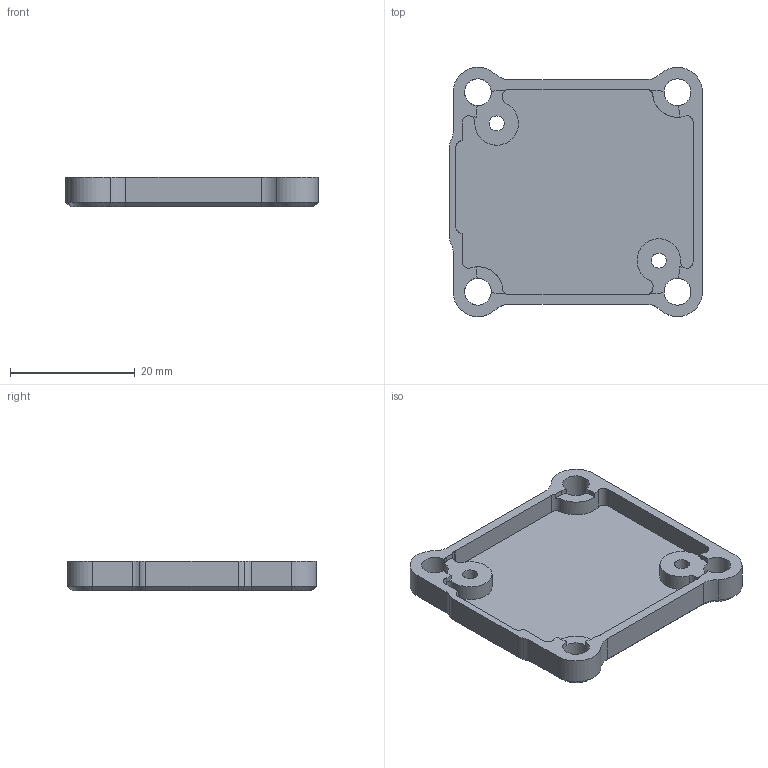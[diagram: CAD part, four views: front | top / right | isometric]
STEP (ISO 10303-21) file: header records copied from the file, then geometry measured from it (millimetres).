
FILE_DESCRIPTION(/* description */ ('STEP AP242','CAx-IF Rec.Pracs.---Representation and Presentation of Product Manufacturing Information (PMI)---4.0---2014-10-13','CAx-IF Rec.Pracs.---3D Tessellated Geometry---0.4---2014-09-14','2;1'),/* implementation_level */ '2;1');
FILE_NAME(/* name */ '6716b47f764a530376bfd54b',/* time_stamp */ '2024-10-21T20:07:27Z',/* author */ (''),/* organization */ (''),/* preprocessor_version */ 'ST-DEVELOPER v20',/* originating_system */ ' ',/* authorisation */ ' ');
FILE_SCHEMA (('AP242_MANAGED_MODEL_BASED_3D_ENGINEERING_MIM_LF { 1 0 10303 442 1 1 4 }'));
Length unit declared in the file: metre
Products named in the file (1): 002-1-00-P-03-01
Bounding box: 40.56 x 39.97 x 4.8 mm (x, y, z)
Volume: 3152.6 mm3; surface area: 4331 mm2
Topology: 1 solids, 1 shells, 103 faces, 290 edges, 188 vertices
Faces by surface type: cylinder 54, plane 37, cone 12
Full cylindrical faces by diameter (mm): 2.4 x2, 4 x2, 4.3 x4
Entity records: 3320 total; most frequent: DIRECTION 616, CARTESIAN_POINT 562, ORIENTED_EDGE 552, EDGE_CURVE 276, AXIS2_PLACEMENT_3D 236, VERTEX_POINT 182, LINE 144, VECTOR 144
